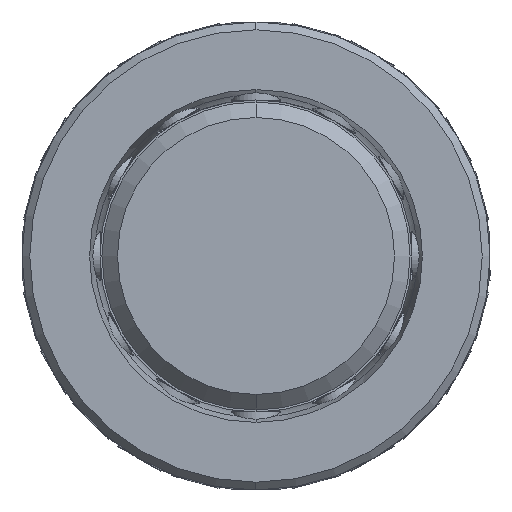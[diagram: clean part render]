
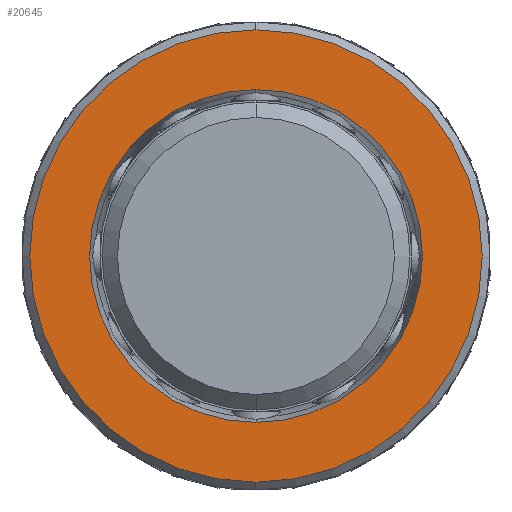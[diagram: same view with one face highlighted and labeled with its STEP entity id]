
A CAD part, front view. The second image highlights one B-rep face of the part: STEP entity #20645.
In plain terms, the highlighted planar face has unit normal (0, -1, 0).
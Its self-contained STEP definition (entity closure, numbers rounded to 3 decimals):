
#160 = DIRECTION ( 'NONE',  ( 0., 0., 1. ) ) ;
#208 = VERTEX_POINT ( 'NONE', #16734 ) ;
#661 = DIRECTION ( 'NONE',  ( 0., -1., 0. ) ) ;
#2437 = CARTESIAN_POINT ( 'NONE',  ( 197.174, -6.032, 0. ) ) ;
#2790 = AXIS2_PLACEMENT_3D ( 'NONE', #23906, #12693, #3959 ) ;
#3959 = DIRECTION ( 'NONE',  ( 0., 0., -1. ) ) ;
#4511 = DIRECTION ( 'NONE',  ( 0., -1., 0. ) ) ;
#5189 = CIRCLE ( 'NONE', #27574, 29. ) ;
#6349 = FACE_BOUND ( 'NONE', #8983, .T. ) ;
#6719 = ORIENTED_EDGE ( 'NONE', *, *, #15463, .T. ) ;
#6749 = CIRCLE ( 'NONE', #19365, 21.34 ) ;
#7054 = DIRECTION ( 'NONE',  ( 0., 0., -1. ) ) ;
#8282 = AXIS2_PLACEMENT_3D ( 'NONE', #24376, #4511, #17966 ) ;
#8441 = ORIENTED_EDGE ( 'NONE', *, *, #17452, .F. ) ;
#8667 = DIRECTION ( 'NONE',  ( 0., 0., -1. ) ) ;
#8983 = EDGE_LOOP ( 'NONE', ( #8441, #9719 ) ) ;
#9372 = CARTESIAN_POINT ( 'NONE',  ( 226.174, -6.032, 0. ) ) ;
#9719 = ORIENTED_EDGE ( 'NONE', *, *, #15580, .F. ) ;
#9941 = CARTESIAN_POINT ( 'NONE',  ( 226.174, -6.032, -29. ) ) ;
#11763 = CIRCLE ( 'NONE', #2790, 29. ) ;
#12627 = VERTEX_POINT ( 'NONE', #17271 ) ;
#12693 = DIRECTION ( 'NONE',  ( 0., -1., 0. ) ) ;
#13496 = PLANE ( 'NONE',  #18835 ) ;
#15463 = EDGE_CURVE ( 'NONE', #20760, #19464, #11763, .T. ) ;
#15580 = EDGE_CURVE ( 'NONE', #208, #12627, #16555, .T. ) ;
#16555 = CIRCLE ( 'NONE', #8282, 21.34 ) ;
#16734 = CARTESIAN_POINT ( 'NONE',  ( 226.174, -6.032, 21.34 ) ) ;
#17271 = CARTESIAN_POINT ( 'NONE',  ( 226.174, -6.032, -21.34 ) ) ;
#17452 = EDGE_CURVE ( 'NONE', #12627, #208, #6749, .T. ) ;
#17457 = CARTESIAN_POINT ( 'NONE',  ( 226.174, -6.032, 0. ) ) ;
#17966 = DIRECTION ( 'NONE',  ( 0., 0., -1. ) ) ;
#18761 = FACE_OUTER_BOUND ( 'NONE', #25298, .T. ) ;
#18835 = AXIS2_PLACEMENT_3D ( 'NONE', #2437, #24244, #160 ) ;
#19365 = AXIS2_PLACEMENT_3D ( 'NONE', #9372, #661, #7054 ) ;
#19464 = VERTEX_POINT ( 'NONE', #9941 ) ;
#20645 = ADVANCED_FACE ( 'NONE', ( #6349, #18761 ), #13496, .F. ) ;
#20760 = VERTEX_POINT ( 'NONE', #22798 ) ;
#22798 = CARTESIAN_POINT ( 'NONE',  ( 226.174, -6.032, 29. ) ) ;
#23870 = ORIENTED_EDGE ( 'NONE', *, *, #27857, .T. ) ;
#23906 = CARTESIAN_POINT ( 'NONE',  ( 226.174, -6.032, 0. ) ) ;
#24244 = DIRECTION ( 'NONE',  ( 0., 1., 0. ) ) ;
#24339 = DIRECTION ( 'NONE',  ( 0., -1., 0. ) ) ;
#24376 = CARTESIAN_POINT ( 'NONE',  ( 226.174, -6.032, 0. ) ) ;
#25298 = EDGE_LOOP ( 'NONE', ( #6719, #23870 ) ) ;
#27574 = AXIS2_PLACEMENT_3D ( 'NONE', #17457, #24339, #8667 ) ;
#27857 = EDGE_CURVE ( 'NONE', #19464, #20760, #5189, .T. ) ;
